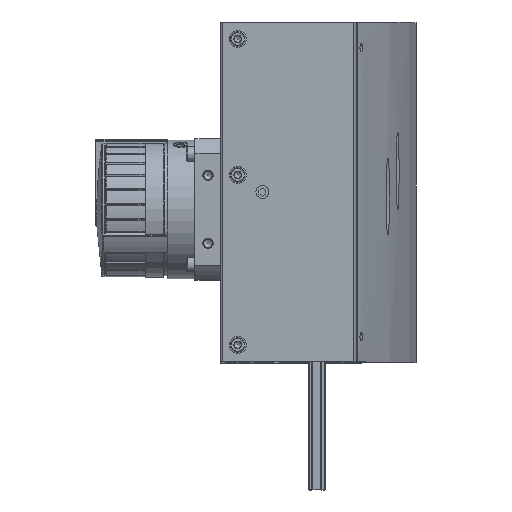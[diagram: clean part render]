
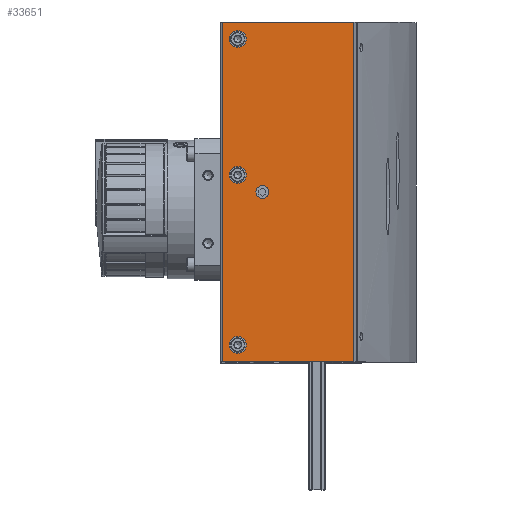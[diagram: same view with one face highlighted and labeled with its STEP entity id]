
A CAD part, top view. The second image highlights one B-rep face of the part: STEP entity #33651.
In plain terms, the highlighted face is planar.
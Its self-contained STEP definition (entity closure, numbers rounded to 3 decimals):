
#1786=PLANE('',#37839);
#4253=LINE('',#58679,#6777);
#4254=LINE('',#58691,#6778);
#4255=LINE('',#58693,#6779);
#4256=LINE('',#58695,#6780);
#6777=VECTOR('',#47452,1000.);
#6778=VECTOR('',#47465,1000.);
#6779=VECTOR('',#47466,1000.);
#6780=VECTOR('',#47467,1000.);
#8383=CIRCLE('',#37840,5.);
#8384=CIRCLE('',#37841,3.8);
#8385=CIRCLE('',#37842,5.);
#8386=CIRCLE('',#37843,5.);
#17111=ORIENTED_EDGE('',*,*,#21856,.F.);
#17112=ORIENTED_EDGE('',*,*,#21857,.F.);
#17113=ORIENTED_EDGE('',*,*,#21858,.F.);
#17114=ORIENTED_EDGE('',*,*,#21859,.F.);
#17115=ORIENTED_EDGE('',*,*,#21860,.T.);
#17116=ORIENTED_EDGE('',*,*,#21861,.F.);
#17117=ORIENTED_EDGE('',*,*,#21862,.F.);
#17118=ORIENTED_EDGE('',*,*,#21854,.T.);
#21854=EDGE_CURVE('',#25117,#25116,#4253,.T.);
#21856=EDGE_CURVE('',#25118,#25118,#8383,.T.);
#21857=EDGE_CURVE('',#25119,#25119,#8384,.F.);
#21858=EDGE_CURVE('',#25120,#25120,#8385,.T.);
#21859=EDGE_CURVE('',#25121,#25121,#8386,.T.);
#21860=EDGE_CURVE('',#25116,#25122,#4254,.T.);
#21861=EDGE_CURVE('',#25123,#25122,#4255,.T.);
#21862=EDGE_CURVE('',#25117,#25123,#4256,.T.);
#25116=VERTEX_POINT('',#58678);
#25117=VERTEX_POINT('',#58680);
#25118=VERTEX_POINT('',#58684);
#25119=VERTEX_POINT('',#58686);
#25120=VERTEX_POINT('',#58688);
#25121=VERTEX_POINT('',#58690);
#25122=VERTEX_POINT('',#58692);
#25123=VERTEX_POINT('',#58694);
#28211=EDGE_LOOP('',(#17111));
#28212=EDGE_LOOP('',(#17112));
#28213=EDGE_LOOP('',(#17113));
#28214=EDGE_LOOP('',(#17114));
#28215=EDGE_LOOP('',(#17115,#17116,#17117,#17118));
#30956=FACE_BOUND('',#28211,.T.);
#30957=FACE_BOUND('',#28212,.T.);
#30958=FACE_BOUND('',#28213,.T.);
#30959=FACE_BOUND('',#28214,.T.);
#30960=FACE_BOUND('',#28215,.T.);
#33651=ADVANCED_FACE('',(#30956,#30957,#30958,#30959,#30960),#1786,.F.);
#37839=AXIS2_PLACEMENT_3D('',#58682,#47455,#47456);
#37840=AXIS2_PLACEMENT_3D('',#58683,#47457,#47458);
#37841=AXIS2_PLACEMENT_3D('',#58685,#47459,#47460);
#37842=AXIS2_PLACEMENT_3D('',#58687,#47461,#47462);
#37843=AXIS2_PLACEMENT_3D('',#58689,#47463,#47464);
#47452=DIRECTION('',(0.,0.,-1.));
#47455=DIRECTION('',(0.,1.,0.));
#47456=DIRECTION('',(0.,0.,1.));
#47457=DIRECTION('',(0.,-1.,0.));
#47458=DIRECTION('',(0.,0.,-1.));
#47459=DIRECTION('',(0.,1.,0.));
#47460=DIRECTION('',(0.,0.,1.));
#47461=DIRECTION('',(0.,-1.,0.));
#47462=DIRECTION('',(0.,0.,-1.));
#47463=DIRECTION('',(0.,-1.,0.));
#47464=DIRECTION('',(0.,0.,-1.));
#47465=DIRECTION('',(1.,0.,0.));
#47466=DIRECTION('',(0.,0.,-1.));
#47467=DIRECTION('',(1.,0.,0.));
#58678=CARTESIAN_POINT('',(1.,0.,-100.));
#58679=CARTESIAN_POINT('',(1.,0.,100.));
#58680=CARTESIAN_POINT('',(1.,0.,100.));
#58682=CARTESIAN_POINT('',(1.,0.,100.));
#58683=CARTESIAN_POINT('',(10.,0.,10.));
#58684=CARTESIAN_POINT('',(10.,0.,5.));
#58685=CARTESIAN_POINT('',(24.5,0.,0.));
#58686=CARTESIAN_POINT('',(24.5,0.,3.8));
#58687=CARTESIAN_POINT('',(10.,0.,90.));
#58688=CARTESIAN_POINT('',(10.,0.,85.));
#58689=CARTESIAN_POINT('',(10.,0.,-90.));
#58690=CARTESIAN_POINT('',(10.,0.,-95.));
#58691=CARTESIAN_POINT('',(1.,0.,-100.));
#58692=CARTESIAN_POINT('',(78.179,0.,-100.));
#58693=CARTESIAN_POINT('',(78.179,0.,100.));
#58694=CARTESIAN_POINT('',(78.179,0.,100.));
#58695=CARTESIAN_POINT('',(1.,0.,100.));
